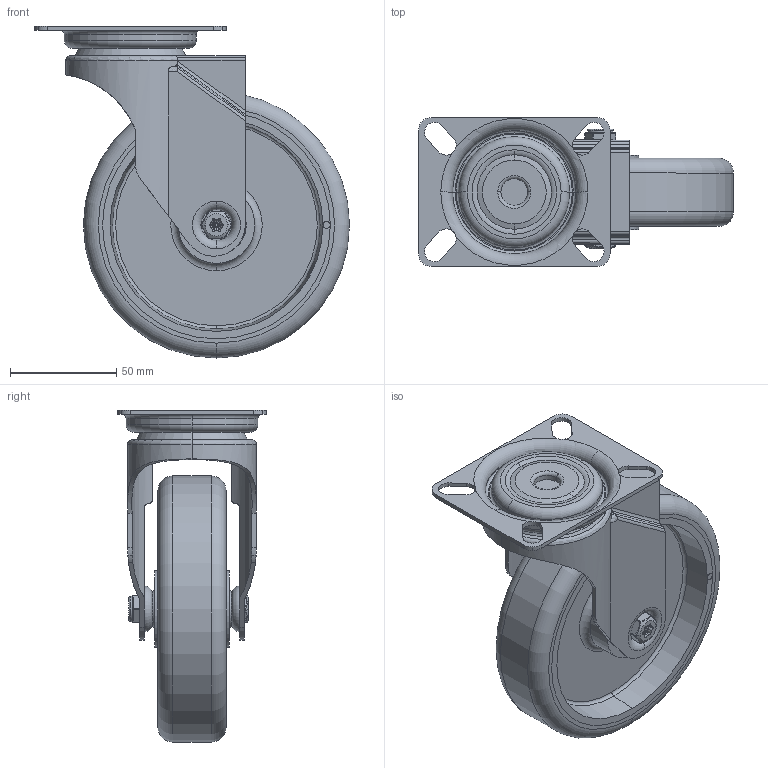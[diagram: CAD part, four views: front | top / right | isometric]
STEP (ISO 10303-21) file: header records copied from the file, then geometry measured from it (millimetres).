
FILE_DESCRIPTION(('STEP AP203'),'1');
FILE_NAME('BZM125GRECBJ.STEP','2023-05-23T07:55:21',(' '),(' '),'Spatial InterOp 3D',' ',' ');
FILE_SCHEMA(('CONFIG_CONTROL_DESIGN'));
Length unit declared in the file: metre
Products named in the file (24): BZM125AS; ZINC PLATED PRESSED STEEL TOP PLATE; ZINC PLATED PRESSED STEEL FORKS; BZM125GRECBJ; BZM125WGRECBJM10; 85 SHORE A ELECTRICALLY CONDUCTIVE RUBBER TYRE; NYLON RIM; NYLON RIM Geometry; SPOT; BEARING; INSIDE; OUTTER; Pattern; Component4; TUBEM10X37; ZINC PLATED AXLE TUBE; BOLTBZM8MM; ZINC PLATED AXLE BOLT; NYLOC NUT; NUT; RUBBER; NYLOCM8Z
Assembly tree (38 placements, depth 5):
  BZM125GRECBJ
    BZM125AS
      ZINC PLATED PRESSED STEEL TOP PLATE
      ZINC PLATED PRESSED STEEL FORKS
    BZM125WGRECBJM10
      85 SHORE A ELECTRICALLY CONDUCTIVE RUBBER TYRE
      NYLON RIM
        NYLON RIM Geometry
        SPOT
      BEARING
        INSIDE
        OUTTER
        Pattern
          Component4  x7
      BEARING
        INSIDE
        OUTTER
        Pattern
          Component4  x7
    TUBEM10X37
      ZINC PLATED AXLE TUBE
    BOLTBZM8MM
      ZINC PLATED AXLE BOLT
    NYLOCM8Z
      NYLOC NUT
        NUT
        RUBBER
Bounding box: 148 x 70 x 156 mm (x, y, z)
Volume: 256473.2 mm3; surface area: 130058.8 mm2
Topology: 27 solids, 27 shells, 540 faces, 1286 edges, 764 vertices
Faces by surface type: cylinder 238, torus 114, plane 100, sphere 60, bspline 18, cone 10
Entity records: 22309 total; most frequent: CARTESIAN_POINT 9633, DIRECTION 2703, ORIENTED_EDGE 2244, AXIS2_PLACEMENT_3D 1176, EDGE_CURVE 1122, VERTEX_POINT 694, CIRCLE 648, EDGE_LOOP 528
